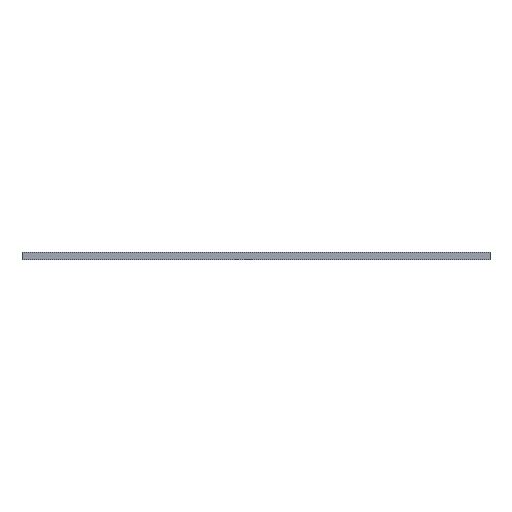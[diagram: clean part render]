
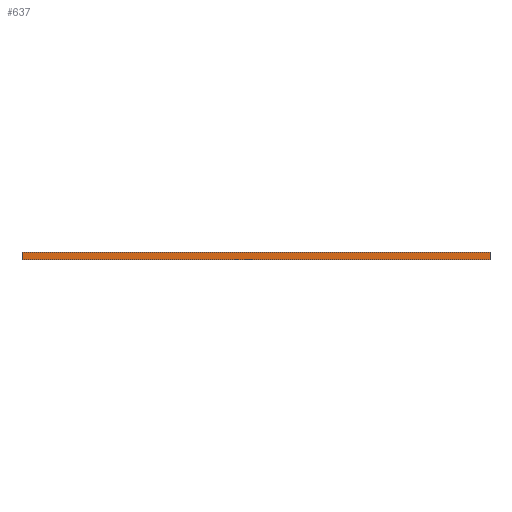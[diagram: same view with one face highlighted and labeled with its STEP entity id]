
A CAD part, left-side view. The second image highlights one B-rep face of the part: STEP entity #637.
In plain terms, the highlighted planar face has unit normal (-1, 0, 0).
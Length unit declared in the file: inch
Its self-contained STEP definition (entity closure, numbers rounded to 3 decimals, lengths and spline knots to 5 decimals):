
#32 = CARTESIAN_POINT ( 'NONE',  ( -1.99409, 2.52953, 0. ) ) ;
#57 = EDGE_CURVE ( 'NONE', #187, #105, #623, .T. ) ;
#69 = DIRECTION ( 'NONE',  ( 0., 1., 0. ) ) ;
#96 = EDGE_LOOP ( 'NONE', ( #109, #729, #478, #786 ) ) ;
#105 = VERTEX_POINT ( 'NONE', #507 ) ;
#109 = ORIENTED_EDGE ( 'NONE', *, *, #462, .T. ) ;
#136 = FACE_OUTER_BOUND ( 'NONE', #96, .T. ) ;
#149 = CARTESIAN_POINT ( 'NONE',  ( -1.99409, 2.52953, 0. ) ) ;
#172 = DIRECTION ( 'NONE',  ( 0., -1., 0. ) ) ;
#187 = VERTEX_POINT ( 'NONE', #321 ) ;
#254 = VERTEX_POINT ( 'NONE', #32 ) ;
#255 = AXIS2_PLACEMENT_3D ( 'NONE', #687, #677, #69 ) ;
#278 = VERTEX_POINT ( 'NONE', #583 ) ;
#288 = DIRECTION ( 'NONE',  ( 0., 0., -1. ) ) ;
#321 = CARTESIAN_POINT ( 'NONE',  ( -1.99409, 2.52953, 0.07874 ) ) ;
#371 = VECTOR ( 'NONE', #288, 39.37008 ) ;
#405 = PLANE ( 'NONE',  #255 ) ;
#418 = DIRECTION ( 'NONE',  ( 0., -1., 0. ) ) ;
#456 = CARTESIAN_POINT ( 'NONE',  ( -1.99409, 2.52953, 0.07874 ) ) ;
#462 = EDGE_CURVE ( 'NONE', #254, #278, #828, .T. ) ;
#478 = ORIENTED_EDGE ( 'NONE', *, *, #57, .F. ) ;
#495 = VECTOR ( 'NONE', #172, 39.37008 ) ;
#507 = CARTESIAN_POINT ( 'NONE',  ( -1.99409, -2.52953, 0.07874 ) ) ;
#509 = LINE ( 'NONE', #793, #371 ) ;
#511 = VECTOR ( 'NONE', #418, 39.37008 ) ;
#583 = CARTESIAN_POINT ( 'NONE',  ( -1.99409, -2.52953, 0. ) ) ;
#623 = LINE ( 'NONE', #765, #495 ) ;
#637 = ADVANCED_FACE ( 'NONE', ( #136 ), #405, .F. ) ;
#663 = VECTOR ( 'NONE', #803, 39.37008 ) ;
#677 = DIRECTION ( 'NONE',  ( 1., 0., 0. ) ) ;
#687 = CARTESIAN_POINT ( 'NONE',  ( -1.99409, 2.52953, 0.07874 ) ) ;
#724 = LINE ( 'NONE', #456, #663 ) ;
#729 = ORIENTED_EDGE ( 'NONE', *, *, #733, .F. ) ;
#733 = EDGE_CURVE ( 'NONE', #105, #278, #509, .T. ) ;
#765 = CARTESIAN_POINT ( 'NONE',  ( -1.99409, 2.52953, 0.07874 ) ) ;
#786 = ORIENTED_EDGE ( 'NONE', *, *, #824, .T. ) ;
#793 = CARTESIAN_POINT ( 'NONE',  ( -1.99409, -2.52953, 0.07874 ) ) ;
#803 = DIRECTION ( 'NONE',  ( 0., 0., -1. ) ) ;
#824 = EDGE_CURVE ( 'NONE', #187, #254, #724, .T. ) ;
#828 = LINE ( 'NONE', #149, #511 ) ;
